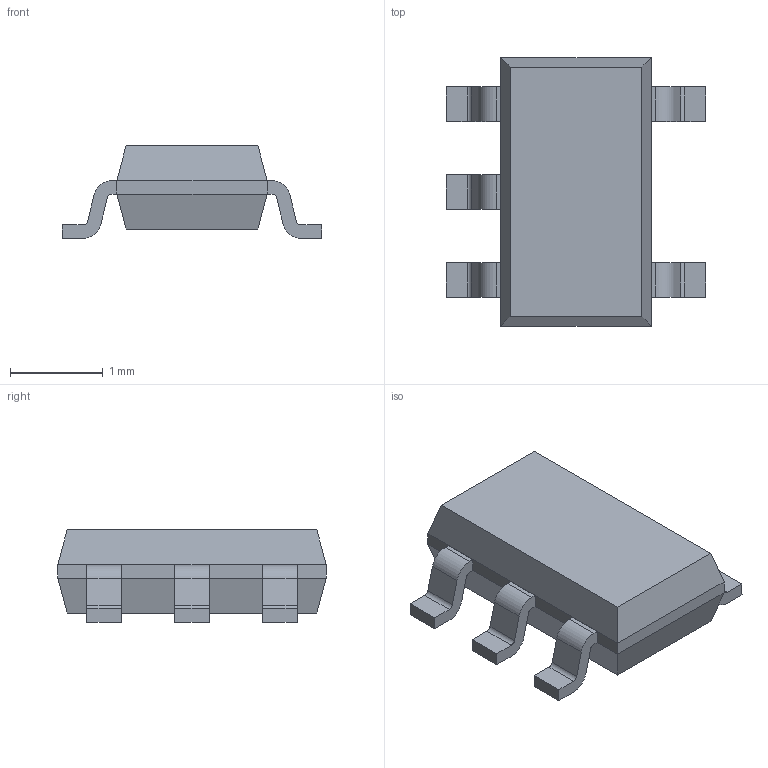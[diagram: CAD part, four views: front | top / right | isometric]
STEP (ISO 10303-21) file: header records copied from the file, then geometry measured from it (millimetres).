
FILE_DESCRIPTION( ( '' ), ' ' );
FILE_NAME( '5b0d42a5614c410dedd628d8.step', '2018-05-29T12:08:06', ( '' ), ( '' ), ' ', ' ', ' ' );
FILE_SCHEMA( ( 'AUTOMOTIVE_DESIGN { 1 0 10303 214 1 1 1 1 }' ) );
Length unit declared in the file: metre
Products named in the file (6): Open CASCADE STEP translator 6.8 2; Open CASCADE STEP translator 6.8 1
Bounding box: 2.8 x 2.9 x 1 mm (x, y, z)
Volume: 4.2 mm3; surface area: 21 mm2
Topology: 6 solids, 6 shells, 84 faces, 208 edges, 136 vertices
Faces by surface type: plane 64, cylinder 20
Entity records: 4246 total; most frequent: CARTESIAN_POINT 434, DIRECTION 428, ORIENTED_EDGE 416, STYLED_ITEM 292, PRESENTATION_STYLE_ASSIGNMENT 292, COLOUR_RGB 292, EDGE_CURVE 208, CURVE_STYLE 208
